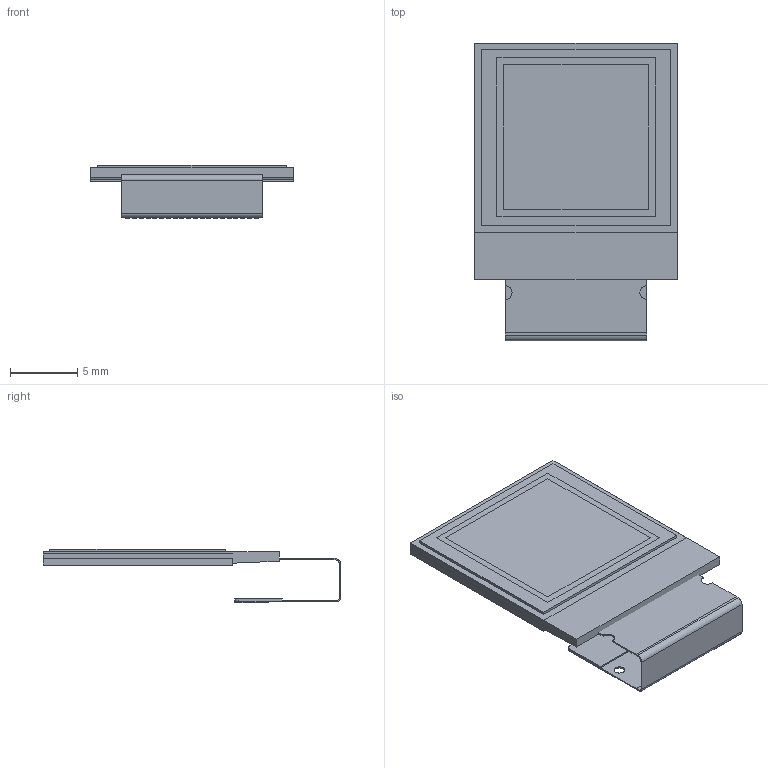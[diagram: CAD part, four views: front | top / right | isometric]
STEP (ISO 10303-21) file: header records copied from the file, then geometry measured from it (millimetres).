
FILE_DESCRIPTION (( 'STEP AP214' ), '1' );
FILE_NAME ('Disp,OLED,64x64 (NHD-0.6-6464G) (Bottom Mount Connector).STEP', '2020-04-07T05:01:52', ( '' ), ( '' ), 'SwSTEP 2.0', 'SolidWorks 2020', '' );
FILE_SCHEMA (( 'AUTOMOTIVE_DESIGN' ));
Length unit declared in the file: millimetre
Products named in the file (1): Disp,OLED,64x64 (NHD-0.6-6464G) (Bottom Mount Connector)
Bounding box: 15 x 22.08 x 4 mm (x, y, z)
Volume: 381.7 mm3; surface area: 2361 mm2
Topology: 8 solids, 8 shells, 156 faces, 417 edges, 278 vertices
Faces by surface type: plane 143, cylinder 13
Entity records: 5277 total; most frequent: CARTESIAN_POINT 852, ORIENTED_EDGE 834, DIRECTION 757, EDGE_CURVE 417, LINE 391, VECTOR 391, VERTEX_POINT 278, AXIS2_PLACEMENT_3D 183
